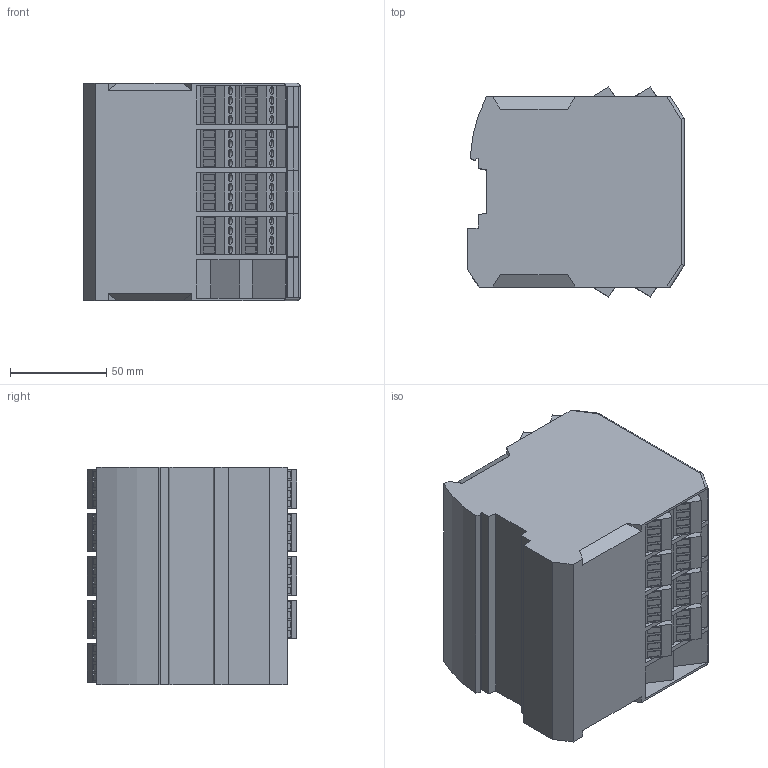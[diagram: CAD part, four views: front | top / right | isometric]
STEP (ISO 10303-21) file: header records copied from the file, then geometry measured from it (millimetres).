
FILE_DESCRIPTION (( 'STEP AP214' ), '1' );
FILE_NAME ('PSC1-C-100-FB10-MT.STEP', '2025-10-16T14:58:06', ( '' ), ( '' ), 'SwSTEP 2.0', 'SolidWorks 2024', '' );
FILE_SCHEMA (( 'AUTOMOTIVE_DESIGN' ));
Length unit declared in the file: millimetre
Products named in the file (1): PSC1-C-100-FB10-MT
Bounding box: 112.85 x 109.09 x 113 mm (x, y, z)
Volume: 1178195.2 mm3; surface area: 92581.8 mm2
Topology: 1 solids, 1 shells, 1935 faces, 4932 edges, 3271 vertices
Faces by surface type: plane 1177, bspline 383, cylinder 363, sphere 8, cone 4
Entity records: 61380 total; most frequent: CARTESIAN_POINT 16371, ORIENTED_EDGE 9848, DIRECTION 7980, EDGE_CURVE 4924, LINE 3426, VECTOR 3426, VERTEX_POINT 3271, AXIS2_PLACEMENT_3D 2277
